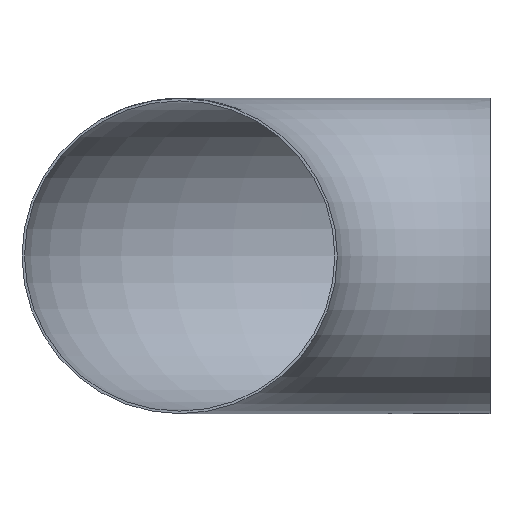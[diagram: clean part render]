
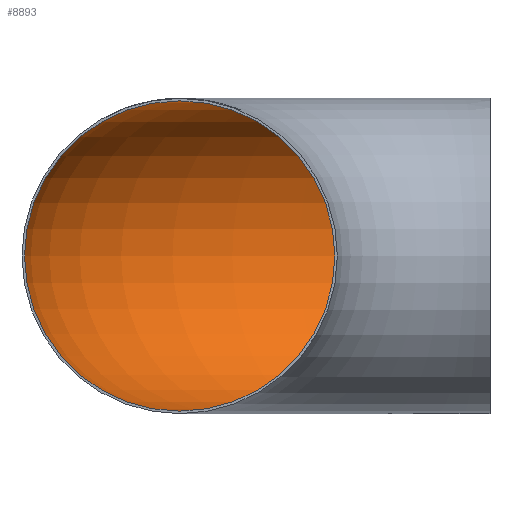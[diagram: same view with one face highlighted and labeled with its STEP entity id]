
A CAD part, front view. The second image highlights one B-rep face of the part: STEP entity #8893.
In plain terms, the highlighted toroidal (fillet/blend) face has major radius 250 mm and minor radius 125 mm.
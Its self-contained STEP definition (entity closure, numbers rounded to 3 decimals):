
#16 = CIRCLE ( 'NONE', #3086, 125. ) ;
#152 = CARTESIAN_POINT ( 'NONE',  ( 0., 250., 0. ) ) ;
#830 = ORIENTED_EDGE ( 'NONE', *, *, #25681, .T. ) ;
#1807 = DIRECTION ( 'NONE',  ( 0., 0., 1. ) ) ;
#3086 = AXIS2_PLACEMENT_3D ( 'NONE', #4117, #22474, #1807 ) ;
#3524 = DIRECTION ( 'NONE',  ( -1., 0., 0. ) ) ;
#4117 = CARTESIAN_POINT ( 'NONE',  ( -250., 0., 0. ) ) ;
#6267 = CARTESIAN_POINT ( 'NONE',  ( 0., 375., 0. ) ) ;
#6577 = EDGE_CURVE ( 'NONE', #22308, #22308, #16, .T. ) ;
#7859 = CIRCLE ( 'NONE', #26564, 125. ) ;
#8008 = DIRECTION ( 'NONE',  ( 0., 0., -1. ) ) ;
#8718 = DIRECTION ( 'NONE',  ( 0., 1., 0. ) ) ;
#8893 = ADVANCED_FACE ( 'NONE', ( #18215, #13980 ), #12159, .F. ) ;
#8982 = ORIENTED_EDGE ( 'NONE', *, *, #6577, .F. ) ;
#10649 = EDGE_LOOP ( 'NONE', ( #830 ) ) ;
#12159 = TOROIDAL_SURFACE ( 'NONE', #16501, 250., 125. ) ;
#13980 = FACE_OUTER_BOUND ( 'NONE', #25666, .T. ) ;
#16424 = CARTESIAN_POINT ( 'NONE',  ( 0., 0., 0. ) ) ;
#16501 = AXIS2_PLACEMENT_3D ( 'NONE', #16424, #8008, #3524 ) ;
#18215 = FACE_OUTER_BOUND ( 'NONE', #10649, .T. ) ;
#18504 = CARTESIAN_POINT ( 'NONE',  ( -250., 0., 125. ) ) ;
#18636 = VERTEX_POINT ( 'NONE', #6267 ) ;
#20958 = DIRECTION ( 'NONE',  ( 1., 0., 0. ) ) ;
#22308 = VERTEX_POINT ( 'NONE', #18504 ) ;
#22474 = DIRECTION ( 'NONE',  ( 0., 1., 0. ) ) ;
#25666 = EDGE_LOOP ( 'NONE', ( #8982 ) ) ;
#25681 = EDGE_CURVE ( 'NONE', #18636, #18636, #7859, .T. ) ;
#26564 = AXIS2_PLACEMENT_3D ( 'NONE', #152, #20958, #8718 ) ;
